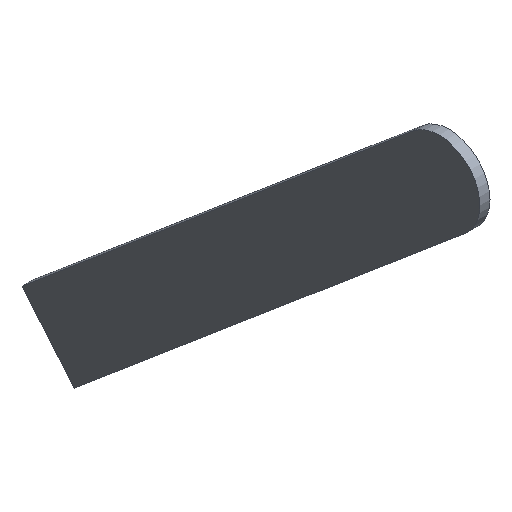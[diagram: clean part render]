
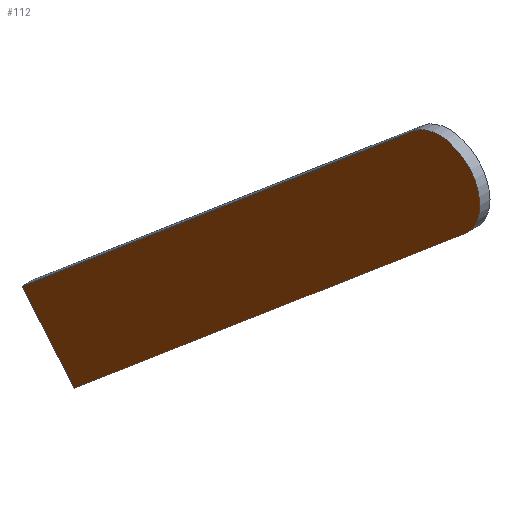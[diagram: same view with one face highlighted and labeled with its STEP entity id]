
A CAD part, isometric view. The second image highlights one B-rep face of the part: STEP entity #112.
In plain terms, the highlighted planar face has unit normal (-1, 0, 0).
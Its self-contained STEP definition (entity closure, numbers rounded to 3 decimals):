
#25=CIRCLE('',#132,1.);
#43=ORIENTED_EDGE('',*,*,#53,.F.);
#44=ORIENTED_EDGE('',*,*,#62,.F.);
#45=ORIENTED_EDGE('',*,*,#59,.F.);
#46=ORIENTED_EDGE('',*,*,#56,.F.);
#53=EDGE_CURVE('',#65,#66,#73,.T.);
#56=EDGE_CURVE('',#66,#68,#25,.T.);
#59=EDGE_CURVE('',#68,#70,#77,.T.);
#62=EDGE_CURVE('',#70,#65,#80,.T.);
#65=VERTEX_POINT('',#174);
#66=VERTEX_POINT('',#176);
#68=VERTEX_POINT('',#182);
#70=VERTEX_POINT('',#188);
#73=LINE('',#175,#83);
#77=LINE('',#187,#87);
#80=LINE('',#192,#90);
#83=VECTOR('',#144,1000.);
#87=VECTOR('',#156,1000.);
#90=VECTOR('',#161,1000.);
#95=EDGE_LOOP('',(#43,#44,#45,#46));
#101=FACE_BOUND('',#95,.T.);
#106=PLANE('',#135);
#112=ADVANCED_FACE('',(#101),#106,.F.);
#132=AXIS2_PLACEMENT_3D('',#181,#150,#151);
#135=AXIS2_PLACEMENT_3D('',#193,#162,#163);
#144=DIRECTION('',(0.,-0.765,0.645));
#150=DIRECTION('',(1.,0.,0.));
#151=DIRECTION('',(0.,0.765,-0.645));
#156=DIRECTION('',(0.,0.765,-0.645));
#161=DIRECTION('',(0.,0.645,0.765));
#162=DIRECTION('',(1.,0.,0.));
#163=DIRECTION('',(0.,0.,-1.));
#174=CARTESIAN_POINT('',(-15.704,157.601,94.312));
#175=CARTESIAN_POINT('',(-15.704,147.987,102.417));
#176=CARTESIAN_POINT('',(-15.704,147.987,102.417));
#181=CARTESIAN_POINT('',(-15.704,147.342,101.652));
#182=CARTESIAN_POINT('',(-15.704,146.698,100.887));
#187=CARTESIAN_POINT('',(-15.704,146.698,100.887));
#188=CARTESIAN_POINT('',(-15.704,156.312,92.783));
#192=CARTESIAN_POINT('',(-15.704,156.312,92.783));
#193=CARTESIAN_POINT('',(-15.704,147.342,101.652));
